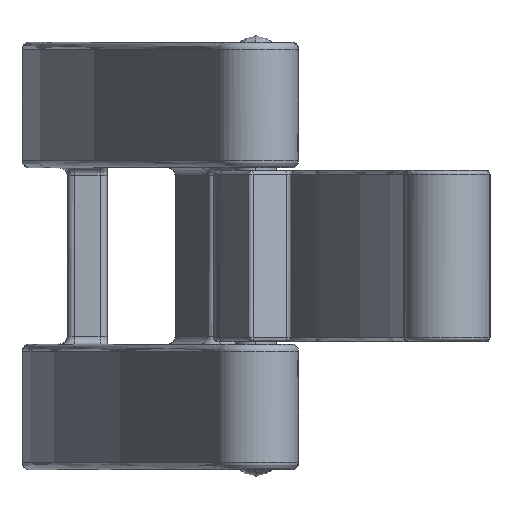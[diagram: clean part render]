
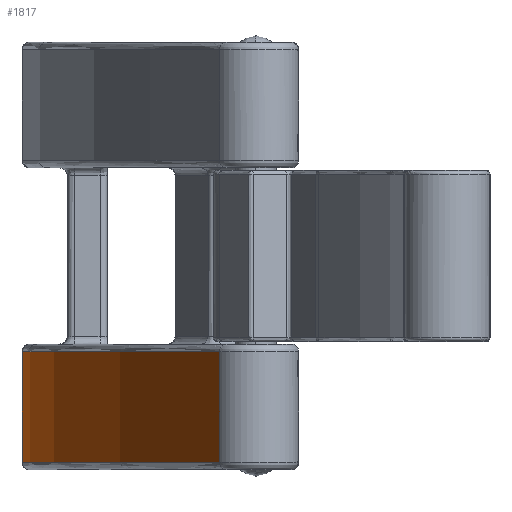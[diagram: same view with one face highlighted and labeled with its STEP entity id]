
A CAD part, left-side view. The second image highlights one B-rep face of the part: STEP entity #1817.
In plain terms, the highlighted free-form (B-spline) face has degree [2, 1] with [3, 2] control points.
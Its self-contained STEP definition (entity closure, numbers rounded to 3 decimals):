
#1331 = VERTEX_POINT('',#1332);
#1332 = CARTESIAN_POINT('',(-4.666,3.939,
    -1.609));
#1337 = EDGE_CURVE('',#1338,#1331,#1340,.T.);
#1338 = VERTEX_POINT('',#1339);
#1339 = CARTESIAN_POINT('',(-4.666,3.939,
    -3.473));
#1340 = B_SPLINE_CURVE_WITH_KNOTS('',1,(#1341,#1342),.UNSPECIFIED.,.F.,
  .F.,(2,2),(0.,2.2),.PIECEWISE_BEZIER_KNOTS.);
#1341 = CARTESIAN_POINT('',(-4.666,3.939,
    -3.473));
#1342 = CARTESIAN_POINT('',(-4.666,3.939,
    -1.609));
#1744 = VERTEX_POINT('',#1745);
#1745 = CARTESIAN_POINT('',(-16.469,0.614,
    -3.473));
#1781 = EDGE_CURVE('',#1744,#1338,#1782,.T.);
#1782 = ( BOUNDED_CURVE() B_SPLINE_CURVE(2,(#1783,#1784,#1785),
.UNSPECIFIED.,.F.,.F.) B_SPLINE_CURVE_WITH_KNOTS((3,3),(0.,
0.549),.PIECEWISE_BEZIER_KNOTS.) CURVE() 
GEOMETRIC_REPRESENTATION_ITEM() RATIONAL_B_SPLINE_CURVE((1.,
0.963,1.)) REPRESENTATION_ITEM('') );
#1783 = CARTESIAN_POINT('',(-16.469,0.614,
    -3.473));
#1784 = CARTESIAN_POINT('',(-11.036,3.939,
    -3.473));
#1785 = CARTESIAN_POINT('',(-4.666,3.939,
    -3.473));
#1817 = ADVANCED_FACE('',(#1818),#1835,.T.);
#1818 = FACE_BOUND('',#1819,.T.);
#1819 = EDGE_LOOP('',(#1820,#1821,#1822,#1829));
#1820 = ORIENTED_EDGE('',*,*,#1337,.F.);
#1821 = ORIENTED_EDGE('',*,*,#1781,.F.);
#1822 = ORIENTED_EDGE('',*,*,#1823,.T.);
#1823 = EDGE_CURVE('',#1744,#1824,#1826,.T.);
#1824 = VERTEX_POINT('',#1825);
#1825 = CARTESIAN_POINT('',(-16.469,0.614,
    -1.609));
#1826 = B_SPLINE_CURVE_WITH_KNOTS('',1,(#1827,#1828),.UNSPECIFIED.,.F.,
  .F.,(2,2),(0.,2.2),.PIECEWISE_BEZIER_KNOTS.);
#1827 = CARTESIAN_POINT('',(-16.469,0.614,
    -3.473));
#1828 = CARTESIAN_POINT('',(-16.469,0.614,
    -1.609));
#1829 = ORIENTED_EDGE('',*,*,#1830,.T.);
#1830 = EDGE_CURVE('',#1824,#1331,#1831,.T.);
#1831 = ( BOUNDED_CURVE() B_SPLINE_CURVE(2,(#1832,#1833,#1834),
.UNSPECIFIED.,.F.,.F.) B_SPLINE_CURVE_WITH_KNOTS((3,3),(0.,
0.549),.PIECEWISE_BEZIER_KNOTS.) CURVE() 
GEOMETRIC_REPRESENTATION_ITEM() RATIONAL_B_SPLINE_CURVE((1.,
0.963,1.)) REPRESENTATION_ITEM('') );
#1832 = CARTESIAN_POINT('',(-16.469,0.614,
    -1.609));
#1833 = CARTESIAN_POINT('',(-11.036,3.939,
    -1.609));
#1834 = CARTESIAN_POINT('',(-4.666,3.939,
    -1.609));
#1835 = ( BOUNDED_SURFACE() B_SPLINE_SURFACE(2,1,(
    (#1836,#1837)
    ,(#1838,#1839)
    ,(#1840,#1841
)),.UNSPECIFIED.,.F.,.F.,.F.) B_SPLINE_SURFACE_WITH_KNOTS((3,3),(2,2),(
    1.571,2.12),(0.15,2.35),
.PIECEWISE_BEZIER_KNOTS.) GEOMETRIC_REPRESENTATION_ITEM() 
RATIONAL_B_SPLINE_SURFACE((
    (1.,1.)
    ,(0.963,0.963)
,(1.,1.))) REPRESENTATION_ITEM('') SURFACE() );
#1836 = CARTESIAN_POINT('',(-4.666,3.939,
    -3.473));
#1837 = CARTESIAN_POINT('',(-4.666,3.939,
    -1.609));
#1838 = CARTESIAN_POINT('',(-11.036,3.939,
    -3.473));
#1839 = CARTESIAN_POINT('',(-11.036,3.939,
    -1.609));
#1840 = CARTESIAN_POINT('',(-16.469,0.614,
    -3.473));
#1841 = CARTESIAN_POINT('',(-16.469,0.614,
    -1.609));
